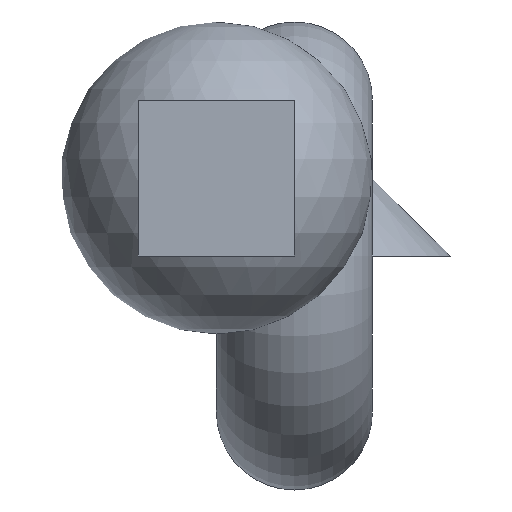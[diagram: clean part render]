
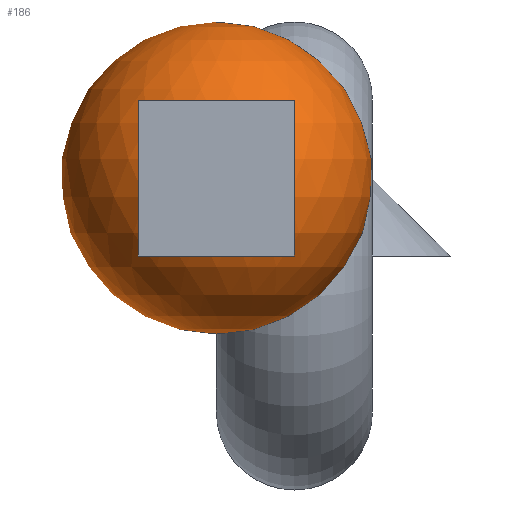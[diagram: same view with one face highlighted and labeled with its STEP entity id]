
A CAD part, left-side view. The second image highlights one B-rep face of the part: STEP entity #186.
In plain terms, the highlighted spherical face has radius 100 mm.
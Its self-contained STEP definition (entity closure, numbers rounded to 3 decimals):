
#177=CARTESIAN_POINT('', (200., 50., 50.
   ));
#178=DIRECTION('', (0., 0., 1.));
#179=DIRECTION('', (1., 0., 0.));
#180=AXIS2_PLACEMENT_3D('', #177, #178, #179);
#181=SPHERICAL_SURFACE('', #180, 100.);
#182=VERTEX_POINT('', #183);
#183=CARTESIAN_POINT('', (300., 50., 50.
   ));
#184=VERTEX_LOOP('', #182);
#185=FACE_BOUND('', #184, .T.);
#186=ADVANCED_FACE('', (#185), #181, .T.);
